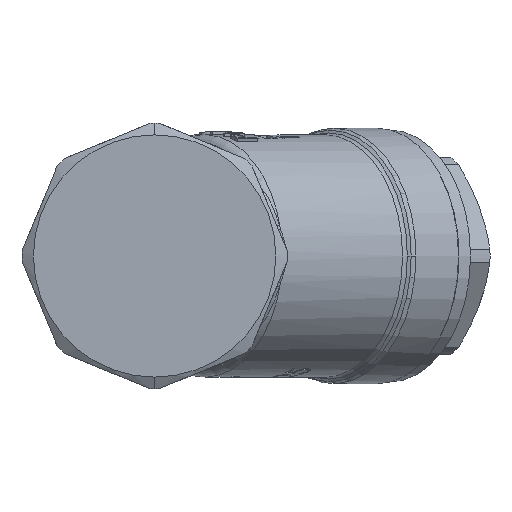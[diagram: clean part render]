
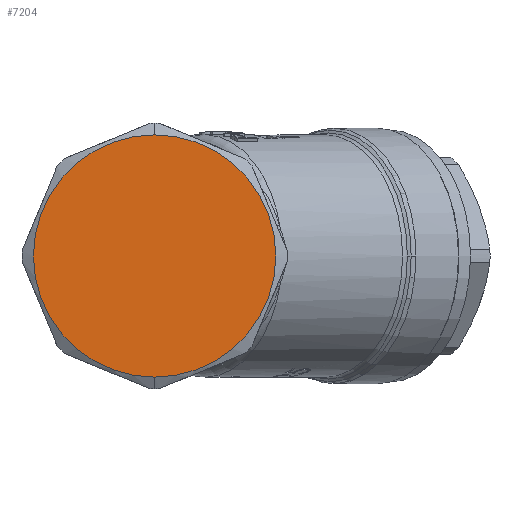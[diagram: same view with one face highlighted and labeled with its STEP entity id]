
A CAD part, left-side view. The second image highlights one B-rep face of the part: STEP entity #7204.
In plain terms, the highlighted face is planar.
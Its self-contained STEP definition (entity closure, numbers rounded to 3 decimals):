
#4122 = CARTESIAN_POINT ( 'NONE',  ( 85.5, 17.1, 0. ) ) ;
#5573 = EDGE_CURVE ( 'NONE', #29572, #13810, #18044, .T. ) ;
#6371 = PLANE ( 'NONE',  #7197 ) ;
#6819 = CARTESIAN_POINT ( 'NONE',  ( 85.5, 0., -18.5 ) ) ;
#7197 = AXIS2_PLACEMENT_3D ( 'NONE', #4122, #17339, #26590 ) ;
#7204 = ADVANCED_FACE ( 'NONE', ( #20204 ), #6371, .T. ) ;
#8037 = DIRECTION ( 'NONE',  ( 1., 0., 0. ) ) ;
#8148 = CARTESIAN_POINT ( 'NONE',  ( 85.5, 0., 18.5 ) ) ;
#8794 = ORIENTED_EDGE ( 'NONE', *, *, #5573, .T. ) ;
#9659 = AXIS2_PLACEMENT_3D ( 'NONE', #19842, #24106, #24550 ) ;
#12012 = CARTESIAN_POINT ( 'NONE',  ( 85.5, 0., 0. ) ) ;
#12309 = DIRECTION ( 'NONE',  ( 0., 0., -1. ) ) ;
#13810 = VERTEX_POINT ( 'NONE', #8148 ) ;
#14917 = EDGE_CURVE ( 'NONE', #13810, #29572, #14983, .T. ) ;
#14983 = CIRCLE ( 'NONE', #9659, 18.5 ) ;
#17339 = DIRECTION ( 'NONE',  ( 1., 0., 0. ) ) ;
#18044 = CIRCLE ( 'NONE', #23877, 18.5 ) ;
#19842 = CARTESIAN_POINT ( 'NONE',  ( 85.5, 0., 0. ) ) ;
#20204 = FACE_OUTER_BOUND ( 'NONE', #26161, .T. ) ;
#23877 = AXIS2_PLACEMENT_3D ( 'NONE', #12012, #8037, #12309 ) ;
#24106 = DIRECTION ( 'NONE',  ( 1., 0., 0. ) ) ;
#24550 = DIRECTION ( 'NONE',  ( 0., 0., -1. ) ) ;
#25008 = ORIENTED_EDGE ( 'NONE', *, *, #14917, .T. ) ;
#26161 = EDGE_LOOP ( 'NONE', ( #25008, #8794 ) ) ;
#26590 = DIRECTION ( 'NONE',  ( 0., 0., -1. ) ) ;
#29572 = VERTEX_POINT ( 'NONE', #6819 ) ;
